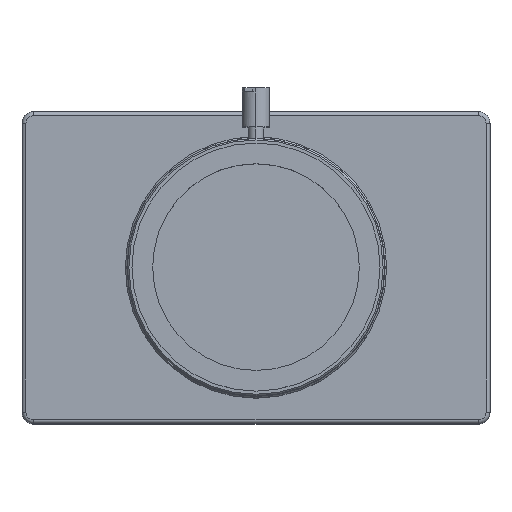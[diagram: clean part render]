
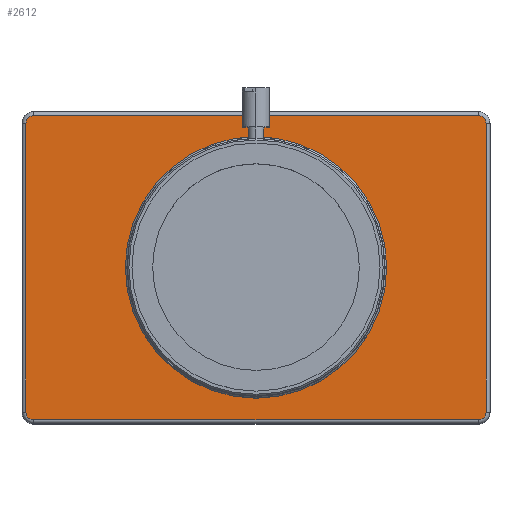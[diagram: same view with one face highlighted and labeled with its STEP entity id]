
A CAD part, top view. The second image highlights one B-rep face of the part: STEP entity #2612.
In plain terms, the highlighted planar face has unit normal (0, 0, 1).
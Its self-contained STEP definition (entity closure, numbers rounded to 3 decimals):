
#48 = LINE ( 'NONE', #19252, #2397 ) ;
#376 = CARTESIAN_POINT ( 'NONE',  ( -28.5, 19.5, 0. ) ) ;
#399 = CARTESIAN_POINT ( 'NONE',  ( 29.5, -18.5, 0. ) ) ;
#770 = DIRECTION ( 'NONE',  ( -1., 0., 0. ) ) ;
#793 = EDGE_CURVE ( 'NONE', #11095, #8074, #7132, .T. ) ;
#1423 = VERTEX_POINT ( 'NONE', #2518 ) ;
#1664 = EDGE_CURVE ( 'NONE', #3094, #13330, #10684, .T. ) ;
#1690 = EDGE_LOOP ( 'NONE', ( #17738, #2611 ) ) ;
#2118 = DIRECTION ( 'NONE',  ( -1., 0., 0. ) ) ;
#2272 = CARTESIAN_POINT ( 'NONE',  ( -28.5, 18.5, 0. ) ) ;
#2397 = VECTOR ( 'NONE', #2671, 1000. ) ;
#2518 = CARTESIAN_POINT ( 'NONE',  ( -29.5, 18.5, 0. ) ) ;
#2611 = ORIENTED_EDGE ( 'NONE', *, *, #5487, .T. ) ;
#2612 = ADVANCED_FACE ( 'NONE', ( #3948, #11415 ), #3193, .F. ) ;
#2671 = DIRECTION ( 'NONE',  ( 0., -1., 0. ) ) ;
#2783 = CARTESIAN_POINT ( 'NONE',  ( -28.5, -18.5, 0. ) ) ;
#3094 = VERTEX_POINT ( 'NONE', #3848 ) ;
#3193 = PLANE ( 'NONE',  #13357 ) ;
#3210 = DIRECTION ( 'NONE',  ( -1., 0., 0. ) ) ;
#3284 = CARTESIAN_POINT ( 'NONE',  ( 29.5, 18.5, 0. ) ) ;
#3848 = CARTESIAN_POINT ( 'NONE',  ( -16., 0., 0. ) ) ;
#3948 = FACE_BOUND ( 'NONE', #1690, .T. ) ;
#4088 = VERTEX_POINT ( 'NONE', #9531 ) ;
#4154 = DIRECTION ( 'NONE',  ( -1., 0., 0. ) ) ;
#4264 = ORIENTED_EDGE ( 'NONE', *, *, #9238, .T. ) ;
#4460 = DIRECTION ( 'NONE',  ( 0., 0., 1. ) ) ;
#5291 = VERTEX_POINT ( 'NONE', #399 ) ;
#5329 = VECTOR ( 'NONE', #14220, 1000. ) ;
#5439 = EDGE_CURVE ( 'NONE', #5291, #19293, #15752, .T. ) ;
#5487 = EDGE_CURVE ( 'NONE', #13330, #3094, #7007, .T. ) ;
#5971 = CARTESIAN_POINT ( 'NONE',  ( 28.5, -18.5, 0. ) ) ;
#6022 = CARTESIAN_POINT ( 'NONE',  ( 28.5, 18.5, 0. ) ) ;
#6036 = ORIENTED_EDGE ( 'NONE', *, *, #793, .T. ) ;
#6475 = VECTOR ( 'NONE', #18044, 1000. ) ;
#7007 = CIRCLE ( 'NONE', #12756, 16. ) ;
#7132 = LINE ( 'NONE', #19379, #5329 ) ;
#7156 = AXIS2_PLACEMENT_3D ( 'NONE', #2272, #10715, #4154 ) ;
#7310 = CIRCLE ( 'NONE', #17602, 1. ) ;
#7614 = DIRECTION ( 'NONE',  ( 0., 0., -1. ) ) ;
#7632 = AXIS2_PLACEMENT_3D ( 'NONE', #6022, #20721, #17522 ) ;
#8074 = VERTEX_POINT ( 'NONE', #14511 ) ;
#8452 = AXIS2_PLACEMENT_3D ( 'NONE', #5971, #19130, #9297 ) ;
#8456 = CARTESIAN_POINT ( 'NONE',  ( 28.5, 19.5, 0. ) ) ;
#8698 = ORIENTED_EDGE ( 'NONE', *, *, #13349, .T. ) ;
#9003 = CARTESIAN_POINT ( 'NONE',  ( 0., 0., 0. ) ) ;
#9158 = VECTOR ( 'NONE', #2118, 1000. ) ;
#9238 = EDGE_CURVE ( 'NONE', #4088, #1423, #18688, .T. ) ;
#9280 = CARTESIAN_POINT ( 'NONE',  ( 16., 0., 0. ) ) ;
#9295 = ORIENTED_EDGE ( 'NONE', *, *, #14865, .T. ) ;
#9297 = DIRECTION ( 'NONE',  ( -1., 0., 0. ) ) ;
#9531 = CARTESIAN_POINT ( 'NONE',  ( -28.5, 19.5, 0. ) ) ;
#9795 = CARTESIAN_POINT ( 'NONE',  ( 0., 0., 0. ) ) ;
#10430 = LINE ( 'NONE', #376, #9158 ) ;
#10684 = CIRCLE ( 'NONE', #16069, 16. ) ;
#10714 = EDGE_LOOP ( 'NONE', ( #9295, #19859, #6036, #16001, #17428, #8698, #17322, #4264 ) ) ;
#10715 = DIRECTION ( 'NONE',  ( 0., 0., 1. ) ) ;
#11095 = VERTEX_POINT ( 'NONE', #19273 ) ;
#11415 = FACE_OUTER_BOUND ( 'NONE', #10714, .T. ) ;
#12719 = EDGE_CURVE ( 'NONE', #8074, #5291, #21080, .T. ) ;
#12756 = AXIS2_PLACEMENT_3D ( 'NONE', #9795, #13121, #3210 ) ;
#13121 = DIRECTION ( 'NONE',  ( 0., 0., -1. ) ) ;
#13330 = VERTEX_POINT ( 'NONE', #9280 ) ;
#13349 = EDGE_CURVE ( 'NONE', #19293, #16613, #20793, .T. ) ;
#13357 = AXIS2_PLACEMENT_3D ( 'NONE', #17894, #14678, #19568 ) ;
#14220 = DIRECTION ( 'NONE',  ( 1., 0., 0. ) ) ;
#14289 = CARTESIAN_POINT ( 'NONE',  ( 29.5, 18.5, 0. ) ) ;
#14511 = CARTESIAN_POINT ( 'NONE',  ( 28.5, -19.5, 0. ) ) ;
#14678 = DIRECTION ( 'NONE',  ( 0., 0., -1. ) ) ;
#14865 = EDGE_CURVE ( 'NONE', #1423, #21355, #48, .T. ) ;
#15533 = CARTESIAN_POINT ( 'NONE',  ( -29.5, -18.5, 0. ) ) ;
#15752 = LINE ( 'NONE', #3284, #6475 ) ;
#16001 = ORIENTED_EDGE ( 'NONE', *, *, #12719, .T. ) ;
#16069 = AXIS2_PLACEMENT_3D ( 'NONE', #9003, #7614, #770 ) ;
#16613 = VERTEX_POINT ( 'NONE', #8456 ) ;
#17322 = ORIENTED_EDGE ( 'NONE', *, *, #18985, .T. ) ;
#17428 = ORIENTED_EDGE ( 'NONE', *, *, #5439, .T. ) ;
#17522 = DIRECTION ( 'NONE',  ( -1., 0., 0. ) ) ;
#17602 = AXIS2_PLACEMENT_3D ( 'NONE', #2783, #4460, #21050 ) ;
#17738 = ORIENTED_EDGE ( 'NONE', *, *, #1664, .T. ) ;
#17894 = CARTESIAN_POINT ( 'NONE',  ( 0., 0., 0. ) ) ;
#18044 = DIRECTION ( 'NONE',  ( 0., 1., 0. ) ) ;
#18688 = CIRCLE ( 'NONE', #7156, 1. ) ;
#18985 = EDGE_CURVE ( 'NONE', #16613, #4088, #10430, .T. ) ;
#19130 = DIRECTION ( 'NONE',  ( 0., 0., 1. ) ) ;
#19252 = CARTESIAN_POINT ( 'NONE',  ( -29.5, -18.5, 0. ) ) ;
#19273 = CARTESIAN_POINT ( 'NONE',  ( -28.5, -19.5, 0. ) ) ;
#19293 = VERTEX_POINT ( 'NONE', #14289 ) ;
#19379 = CARTESIAN_POINT ( 'NONE',  ( 28.5, -19.5, 0. ) ) ;
#19568 = DIRECTION ( 'NONE',  ( -1., 0., 0. ) ) ;
#19775 = EDGE_CURVE ( 'NONE', #21355, #11095, #7310, .T. ) ;
#19859 = ORIENTED_EDGE ( 'NONE', *, *, #19775, .T. ) ;
#20721 = DIRECTION ( 'NONE',  ( 0., 0., 1. ) ) ;
#20793 = CIRCLE ( 'NONE', #7632, 1. ) ;
#21050 = DIRECTION ( 'NONE',  ( -1., 0., 0. ) ) ;
#21080 = CIRCLE ( 'NONE', #8452, 1. ) ;
#21355 = VERTEX_POINT ( 'NONE', #15533 ) ;
